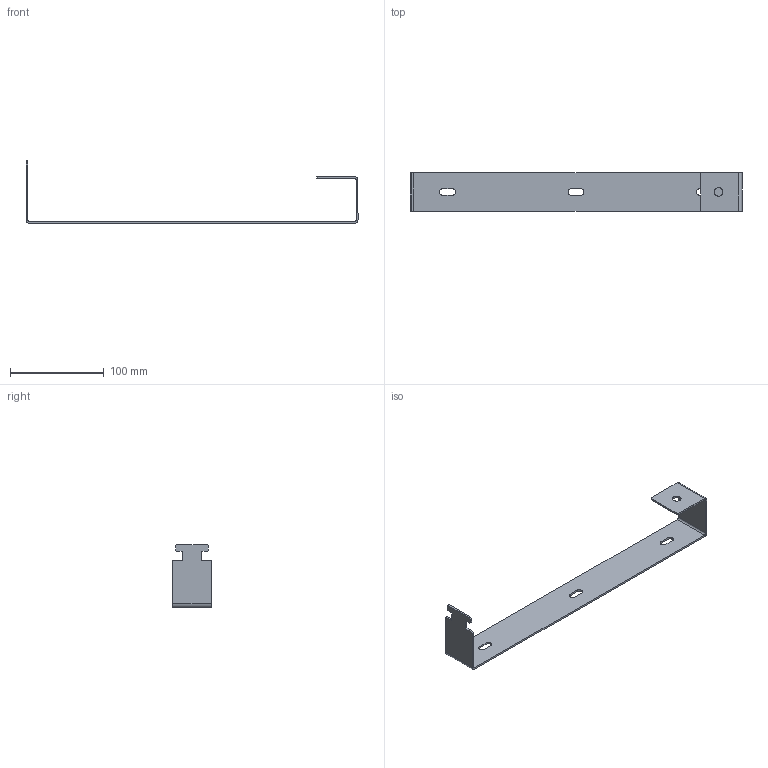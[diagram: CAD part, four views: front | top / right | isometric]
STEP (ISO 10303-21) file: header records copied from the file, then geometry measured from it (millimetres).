
FILE_DESCRIPTION (( 'STEP AP203' ), '1' );
FILE_NAME ('Äåðæàòåëü îãíåçàùèòíîé ïåðåãîðîäêè BMZ-15_BMZ1530.STEP', '2012-11-19T07:08:16', ( 'Àñååâ' ), ( '' ), 'SwSTEP 2.0', 'SolidWorks 2012', '' );
FILE_SCHEMA (( 'CONFIG_CONTROL_DESIGN' ));
Length unit declared in the file: millimetre
Products named in the file (1): Äåðæàòåëü îãíåçàùèòíîé ïåðåãîðîäêè BMZ-15_BMZ1530
Bounding box: 354.07 x 41 x 67.01 mm (x, y, z)
Volume: 40157.4 mm3; surface area: 42697.3 mm2
Topology: 1 solids, 1 shells, 59 faces, 148 edges, 91 vertices
Faces by surface type: plane 46, cylinder 13
Full cylindrical faces by diameter (mm): 9 x1
Entity records: 1803 total; most frequent: CARTESIAN_POINT 296, ORIENTED_EDGE 292, DIRECTION 292, EDGE_CURVE 146, LINE 120, VECTOR 120, VERTEX_POINT 90, AXIS2_PLACEMENT_3D 86
